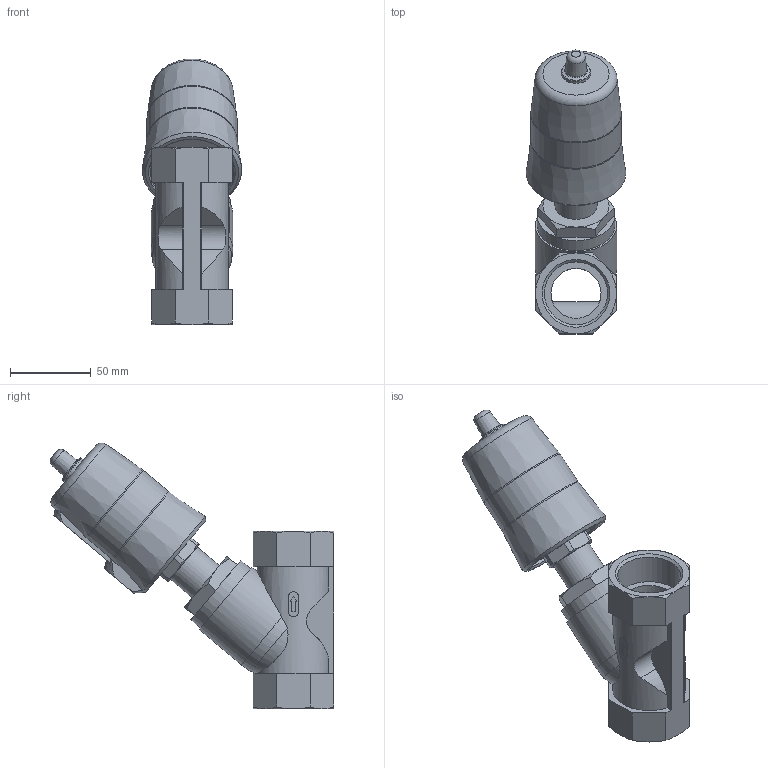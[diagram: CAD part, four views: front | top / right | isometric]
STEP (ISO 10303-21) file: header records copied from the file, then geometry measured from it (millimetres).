
FILE_DESCRIPTION(/* description */ ('STEP AP214'),/* implementation_level */ '2;1');
FILE_NAME(/* name */ '3539816_VZXF-L-M22C-M-B-G114-310-M1-V4B2T-50-7',/* time_stamp */ '2024-09-18T12:40:14+02:00',/* author */ ('License CC BY-ND 4.0'),/* organization */ ('CADENAS'),/* preprocessor_version */ 'ST-DEVELOPER v19.3',/* originating_system */ 'PARTsolutions',/* authorisation */ ' ');
FILE_SCHEMA (('AUTOMOTIVE_DESIGN {1 0 10303 214 3 1 1}'));
Length unit declared in the file: millimetre
Products named in the file (2): 3539816 VZXF-L-M22C-M-B-G114-310-M1-V4B2T-50-7; 1001805 VZXF-L-M22C-M-B-G114-310-V4B2T-50-7---(V)
Assembly tree (1 placements, depth 2):
  3539816 VZXF-L-M22C-M-B-G114-310-M1-V4B2T-50-7
    1001805 VZXF-L-M22C-M-B-G114-310-V4B2T-50-7---(V)
Bounding box: 61.41 x 175.52 x 164.49 mm (x, y, z)
Volume: 400358.8 mm3; surface area: 61774.4 mm2
Topology: 1 solids, 1 shells, 165 faces, 409 edges, 260 vertices
Faces by surface type: plane 86, cone 41, cylinder 32, torus 6
Full cylindrical faces by diameter (mm): 8.566 x1, 18.2 x1, 26 x1, 38.952 x2, 48 x1, 50.5 x1, 51.7 x1
Entity records: 5021 total; most frequent: CARTESIAN_POINT 1244, ORIENTED_EDGE 772, DIRECTION 742, EDGE_CURVE 386, AXIS2_PLACEMENT_3D 289, VERTEX_POINT 257, EDGE_LOOP 201, FACE_BOUND 201
